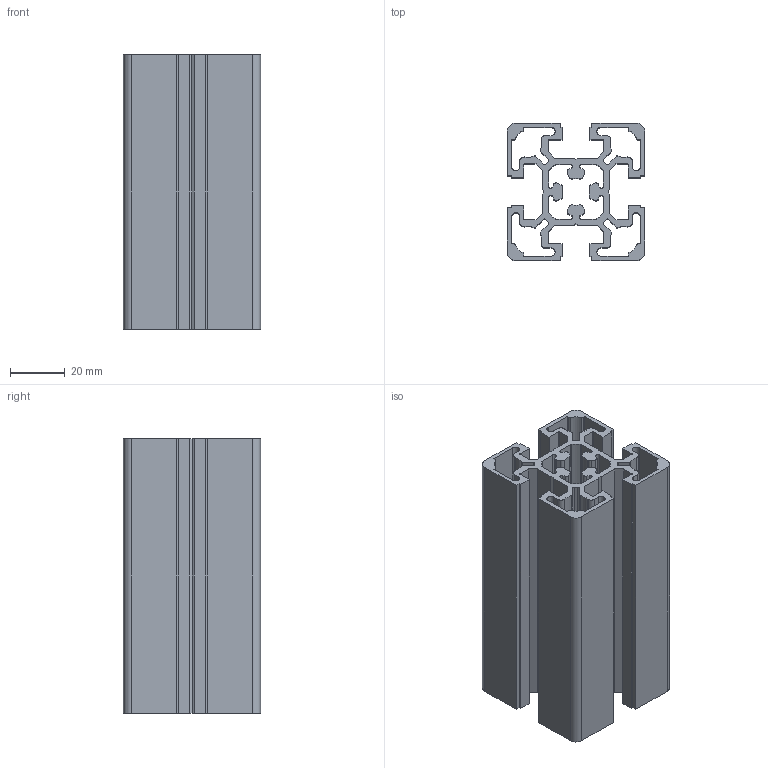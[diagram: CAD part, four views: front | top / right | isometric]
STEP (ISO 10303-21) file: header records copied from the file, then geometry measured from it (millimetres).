
FILE_DESCRIPTION (( 'STEP AP203' ), '1' );
FILE_NAME ('Äåòàëü9.STEP', '2015-06-07T06:54:52', ( 'Advo' ), ( '' ), 'SwSTEP 2.0', 'SolidWorks 2012', '' );
FILE_SCHEMA (( 'CONFIG_CONTROL_DESIGN' ));
Length unit declared in the file: millimetre
Products named in the file (1): 櫻蠉錪9
Bounding box: 50 x 50 x 100 mm (x, y, z)
Volume: 85387.7 mm3; surface area: 77397.5 mm2
Topology: 1 solids, 1 shells, 255 faces, 759 edges, 506 vertices
Faces by surface type: plane 130, cylinder 125
Entity records: 8720 total; most frequent: CARTESIAN_POINT 1521, DIRECTION 1521, ORIENTED_EDGE 1518, EDGE_CURVE 759, VECTOR 509, LINE 509, VERTEX_POINT 506, AXIS2_PLACEMENT_3D 506
